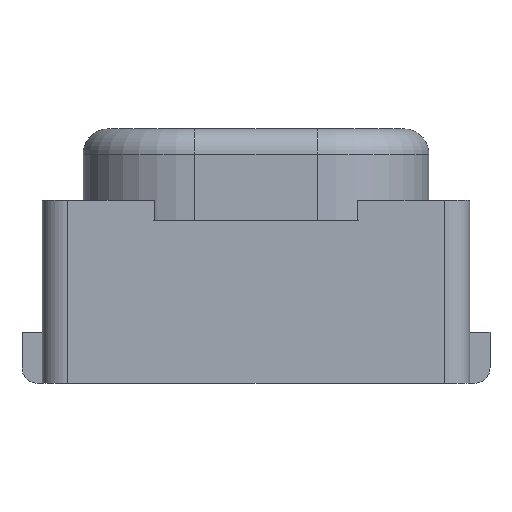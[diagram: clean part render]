
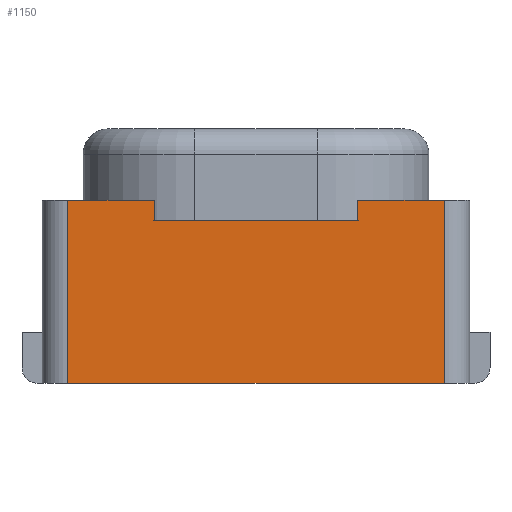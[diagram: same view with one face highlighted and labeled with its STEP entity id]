
A CAD part, front view. The second image highlights one B-rep face of the part: STEP entity #1150.
In plain terms, the highlighted planar face has unit normal (0, -1, 0).
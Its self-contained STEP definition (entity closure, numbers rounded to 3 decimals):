
#126 = PLANE('',#127);
#127 = AXIS2_PLACEMENT_3D('',#128,#129,#130);
#128 = CARTESIAN_POINT('',(-2.1,1.6,0.));
#129 = DIRECTION('',(0.,0.,1.));
#130 = DIRECTION('',(1.,0.,0.));
#336 = VERTEX_POINT('',#337);
#337 = CARTESIAN_POINT('',(-1.85,-1.6,0.));
#356 = CYLINDRICAL_SURFACE('',#357,0.25);
#357 = AXIS2_PLACEMENT_3D('',#358,#359,#360);
#358 = CARTESIAN_POINT('',(-1.85,-1.35,0.));
#359 = DIRECTION('',(0.,0.,1.));
#360 = DIRECTION('',(0.,-1.,0.));
#368 = EDGE_CURVE('',#369,#336,#371,.T.);
#369 = VERTEX_POINT('',#370);
#370 = CARTESIAN_POINT('',(1.85,-1.6,0.));
#371 = SURFACE_CURVE('',#372,(#376,#383),.PCURVE_S1.);
#372 = LINE('',#373,#374);
#373 = CARTESIAN_POINT('',(2.1,-1.6,0.));
#374 = VECTOR('',#375,1.);
#375 = DIRECTION('',(-1.,0.,0.));
#376 = PCURVE('',#126,#377);
#377 = DEFINITIONAL_REPRESENTATION('',(#378),#382);
#378 = LINE('',#379,#380);
#379 = CARTESIAN_POINT('',(4.2,-3.2));
#380 = VECTOR('',#381,1.);
#381 = DIRECTION('',(-1.,0.));
#382 = ( GEOMETRIC_REPRESENTATION_CONTEXT(2) 
PARAMETRIC_REPRESENTATION_CONTEXT() REPRESENTATION_CONTEXT('2D SPACE',''
  ) );
#383 = PCURVE('',#384,#389);
#384 = PLANE('',#385);
#385 = AXIS2_PLACEMENT_3D('',#386,#387,#388);
#386 = CARTESIAN_POINT('',(2.1,-1.6,0.));
#387 = DIRECTION('',(0.,-1.,0.));
#388 = DIRECTION('',(-1.,0.,0.));
#389 = DEFINITIONAL_REPRESENTATION('',(#390),#394);
#390 = LINE('',#391,#392);
#391 = CARTESIAN_POINT('',(0.,-0.));
#392 = VECTOR('',#393,1.);
#393 = DIRECTION('',(1.,0.));
#394 = ( GEOMETRIC_REPRESENTATION_CONTEXT(2) 
PARAMETRIC_REPRESENTATION_CONTEXT() REPRESENTATION_CONTEXT('2D SPACE',''
  ) );
#417 = CYLINDRICAL_SURFACE('',#418,0.25);
#418 = AXIS2_PLACEMENT_3D('',#419,#420,#421);
#419 = CARTESIAN_POINT('',(1.85,-1.35,0.));
#420 = DIRECTION('',(0.,0.,1.));
#421 = DIRECTION('',(1.,0.,0.));
#848 = PLANE('',#849);
#849 = AXIS2_PLACEMENT_3D('',#850,#851,#852);
#850 = CARTESIAN_POINT('',(-2.1,1.6,1.8));
#851 = DIRECTION('',(0.,0.,1.));
#852 = DIRECTION('',(1.,0.,0.));
#876 = PLANE('',#877);
#877 = AXIS2_PLACEMENT_3D('',#878,#879,#880);
#878 = CARTESIAN_POINT('',(-1.,-1.6,1.8));
#879 = DIRECTION('',(0.707,0.707,0.));
#880 = DIRECTION('',(-0.707,0.707,0.));
#904 = PLANE('',#905);
#905 = AXIS2_PLACEMENT_3D('',#906,#907,#908);
#906 = CARTESIAN_POINT('',(-2.1,0.5,1.6));
#907 = DIRECTION('',(0.,0.,1.));
#908 = DIRECTION('',(1.,0.,0.));
#1103 = VERTEX_POINT('',#1104);
#1104 = CARTESIAN_POINT('',(-1.85,-1.6,1.8));
#1130 = EDGE_CURVE('',#336,#1103,#1131,.T.);
#1131 = SURFACE_CURVE('',#1132,(#1136,#1143),.PCURVE_S1.);
#1132 = LINE('',#1133,#1134);
#1133 = CARTESIAN_POINT('',(-1.85,-1.6,0.));
#1134 = VECTOR('',#1135,1.);
#1135 = DIRECTION('',(0.,0.,1.));
#1136 = PCURVE('',#356,#1137);
#1137 = DEFINITIONAL_REPRESENTATION('',(#1138),#1142);
#1138 = LINE('',#1139,#1140);
#1139 = CARTESIAN_POINT('',(-0.,0.));
#1140 = VECTOR('',#1141,1.);
#1141 = DIRECTION('',(-0.,1.));
#1142 = ( GEOMETRIC_REPRESENTATION_CONTEXT(2) 
PARAMETRIC_REPRESENTATION_CONTEXT() REPRESENTATION_CONTEXT('2D SPACE',''
  ) );
#1143 = PCURVE('',#384,#1144);
#1144 = DEFINITIONAL_REPRESENTATION('',(#1145),#1149);
#1145 = LINE('',#1146,#1147);
#1146 = CARTESIAN_POINT('',(3.95,0.));
#1147 = VECTOR('',#1148,1.);
#1148 = DIRECTION('',(0.,-1.));
#1149 = ( GEOMETRIC_REPRESENTATION_CONTEXT(2) 
PARAMETRIC_REPRESENTATION_CONTEXT() REPRESENTATION_CONTEXT('2D SPACE',''
  ) );
#1150 = ADVANCED_FACE('',(#1151),#384,.T.);
#1151 = FACE_BOUND('',#1152,.T.);
#1152 = EDGE_LOOP('',(#1153,#1154,#1177,#1205,#1233,#1256,#1279,#1300));
#1153 = ORIENTED_EDGE('',*,*,#368,.F.);
#1154 = ORIENTED_EDGE('',*,*,#1155,.T.);
#1155 = EDGE_CURVE('',#369,#1156,#1158,.T.);
#1156 = VERTEX_POINT('',#1157);
#1157 = CARTESIAN_POINT('',(1.85,-1.6,1.8));
#1158 = SURFACE_CURVE('',#1159,(#1163,#1170),.PCURVE_S1.);
#1159 = LINE('',#1160,#1161);
#1160 = CARTESIAN_POINT('',(1.85,-1.6,0.));
#1161 = VECTOR('',#1162,1.);
#1162 = DIRECTION('',(0.,0.,1.));
#1163 = PCURVE('',#384,#1164);
#1164 = DEFINITIONAL_REPRESENTATION('',(#1165),#1169);
#1165 = LINE('',#1166,#1167);
#1166 = CARTESIAN_POINT('',(0.25,0.));
#1167 = VECTOR('',#1168,1.);
#1168 = DIRECTION('',(0.,-1.));
#1169 = ( GEOMETRIC_REPRESENTATION_CONTEXT(2) 
PARAMETRIC_REPRESENTATION_CONTEXT() REPRESENTATION_CONTEXT('2D SPACE',''
  ) );
#1170 = PCURVE('',#417,#1171);
#1171 = DEFINITIONAL_REPRESENTATION('',(#1172),#1176);
#1172 = LINE('',#1173,#1174);
#1173 = CARTESIAN_POINT('',(-1.571,0.));
#1174 = VECTOR('',#1175,1.);
#1175 = DIRECTION('',(-0.,1.));
#1176 = ( GEOMETRIC_REPRESENTATION_CONTEXT(2) 
PARAMETRIC_REPRESENTATION_CONTEXT() REPRESENTATION_CONTEXT('2D SPACE',''
  ) );
#1177 = ORIENTED_EDGE('',*,*,#1178,.T.);
#1178 = EDGE_CURVE('',#1156,#1179,#1181,.T.);
#1179 = VERTEX_POINT('',#1180);
#1180 = CARTESIAN_POINT('',(1.,-1.6,1.8));
#1181 = SURFACE_CURVE('',#1182,(#1186,#1193),.PCURVE_S1.);
#1182 = LINE('',#1183,#1184);
#1183 = CARTESIAN_POINT('',(2.1,-1.6,1.8));
#1184 = VECTOR('',#1185,1.);
#1185 = DIRECTION('',(-1.,0.,0.));
#1186 = PCURVE('',#384,#1187);
#1187 = DEFINITIONAL_REPRESENTATION('',(#1188),#1192);
#1188 = LINE('',#1189,#1190);
#1189 = CARTESIAN_POINT('',(0.,-1.8));
#1190 = VECTOR('',#1191,1.);
#1191 = DIRECTION('',(1.,0.));
#1192 = ( GEOMETRIC_REPRESENTATION_CONTEXT(2) 
PARAMETRIC_REPRESENTATION_CONTEXT() REPRESENTATION_CONTEXT('2D SPACE',''
  ) );
#1193 = PCURVE('',#1194,#1199);
#1194 = PLANE('',#1195);
#1195 = AXIS2_PLACEMENT_3D('',#1196,#1197,#1198);
#1196 = CARTESIAN_POINT('',(-2.1,1.6,1.8));
#1197 = DIRECTION('',(0.,0.,1.));
#1198 = DIRECTION('',(1.,0.,0.));
#1199 = DEFINITIONAL_REPRESENTATION('',(#1200),#1204);
#1200 = LINE('',#1201,#1202);
#1201 = CARTESIAN_POINT('',(4.2,-3.2));
#1202 = VECTOR('',#1203,1.);
#1203 = DIRECTION('',(-1.,0.));
#1204 = ( GEOMETRIC_REPRESENTATION_CONTEXT(2) 
PARAMETRIC_REPRESENTATION_CONTEXT() REPRESENTATION_CONTEXT('2D SPACE',''
  ) );
#1205 = ORIENTED_EDGE('',*,*,#1206,.T.);
#1206 = EDGE_CURVE('',#1179,#1207,#1209,.T.);
#1207 = VERTEX_POINT('',#1208);
#1208 = CARTESIAN_POINT('',(1.,-1.6,1.6));
#1209 = SURFACE_CURVE('',#1210,(#1214,#1221),.PCURVE_S1.);
#1210 = LINE('',#1211,#1212);
#1211 = CARTESIAN_POINT('',(1.,-1.6,1.8));
#1212 = VECTOR('',#1213,1.);
#1213 = DIRECTION('',(-0.,-0.,-1.));
#1214 = PCURVE('',#384,#1215);
#1215 = DEFINITIONAL_REPRESENTATION('',(#1216),#1220);
#1216 = LINE('',#1217,#1218);
#1217 = CARTESIAN_POINT('',(1.1,-1.8));
#1218 = VECTOR('',#1219,1.);
#1219 = DIRECTION('',(0.,1.));
#1220 = ( GEOMETRIC_REPRESENTATION_CONTEXT(2) 
PARAMETRIC_REPRESENTATION_CONTEXT() REPRESENTATION_CONTEXT('2D SPACE',''
  ) );
#1221 = PCURVE('',#1222,#1227);
#1222 = PLANE('',#1223);
#1223 = AXIS2_PLACEMENT_3D('',#1224,#1225,#1226);
#1224 = CARTESIAN_POINT('',(2.1,-0.5,1.8));
#1225 = DIRECTION('',(-0.707,0.707,0.));
#1226 = DIRECTION('',(-0.707,-0.707,0.));
#1227 = DEFINITIONAL_REPRESENTATION('',(#1228),#1232);
#1228 = LINE('',#1229,#1230);
#1229 = CARTESIAN_POINT('',(1.556,0.));
#1230 = VECTOR('',#1231,1.);
#1231 = DIRECTION('',(0.,-1.));
#1232 = ( GEOMETRIC_REPRESENTATION_CONTEXT(2) 
PARAMETRIC_REPRESENTATION_CONTEXT() REPRESENTATION_CONTEXT('2D SPACE',''
  ) );
#1233 = ORIENTED_EDGE('',*,*,#1234,.T.);
#1234 = EDGE_CURVE('',#1207,#1235,#1237,.T.);
#1235 = VERTEX_POINT('',#1236);
#1236 = CARTESIAN_POINT('',(-1.,-1.6,1.6));
#1237 = SURFACE_CURVE('',#1238,(#1242,#1249),.PCURVE_S1.);
#1238 = LINE('',#1239,#1240);
#1239 = CARTESIAN_POINT('',(1.,-1.6,1.6));
#1240 = VECTOR('',#1241,1.);
#1241 = DIRECTION('',(-1.,0.,0.));
#1242 = PCURVE('',#384,#1243);
#1243 = DEFINITIONAL_REPRESENTATION('',(#1244),#1248);
#1244 = LINE('',#1245,#1246);
#1245 = CARTESIAN_POINT('',(1.1,-1.6));
#1246 = VECTOR('',#1247,1.);
#1247 = DIRECTION('',(1.,0.));
#1248 = ( GEOMETRIC_REPRESENTATION_CONTEXT(2) 
PARAMETRIC_REPRESENTATION_CONTEXT() REPRESENTATION_CONTEXT('2D SPACE',''
  ) );
#1249 = PCURVE('',#904,#1250);
#1250 = DEFINITIONAL_REPRESENTATION('',(#1251),#1255);
#1251 = LINE('',#1252,#1253);
#1252 = CARTESIAN_POINT('',(3.1,-2.1));
#1253 = VECTOR('',#1254,1.);
#1254 = DIRECTION('',(-1.,0.));
#1255 = ( GEOMETRIC_REPRESENTATION_CONTEXT(2) 
PARAMETRIC_REPRESENTATION_CONTEXT() REPRESENTATION_CONTEXT('2D SPACE',''
  ) );
#1256 = ORIENTED_EDGE('',*,*,#1257,.F.);
#1257 = EDGE_CURVE('',#1258,#1235,#1260,.T.);
#1258 = VERTEX_POINT('',#1259);
#1259 = CARTESIAN_POINT('',(-1.,-1.6,1.8));
#1260 = SURFACE_CURVE('',#1261,(#1265,#1272),.PCURVE_S1.);
#1261 = LINE('',#1262,#1263);
#1262 = CARTESIAN_POINT('',(-1.,-1.6,1.8));
#1263 = VECTOR('',#1264,1.);
#1264 = DIRECTION('',(-0.,-0.,-1.));
#1265 = PCURVE('',#384,#1266);
#1266 = DEFINITIONAL_REPRESENTATION('',(#1267),#1271);
#1267 = LINE('',#1268,#1269);
#1268 = CARTESIAN_POINT('',(3.1,-1.8));
#1269 = VECTOR('',#1270,1.);
#1270 = DIRECTION('',(0.,1.));
#1271 = ( GEOMETRIC_REPRESENTATION_CONTEXT(2) 
PARAMETRIC_REPRESENTATION_CONTEXT() REPRESENTATION_CONTEXT('2D SPACE',''
  ) );
#1272 = PCURVE('',#876,#1273);
#1273 = DEFINITIONAL_REPRESENTATION('',(#1274),#1278);
#1274 = LINE('',#1275,#1276);
#1275 = CARTESIAN_POINT('',(0.,0.));
#1276 = VECTOR('',#1277,1.);
#1277 = DIRECTION('',(0.,-1.));
#1278 = ( GEOMETRIC_REPRESENTATION_CONTEXT(2) 
PARAMETRIC_REPRESENTATION_CONTEXT() REPRESENTATION_CONTEXT('2D SPACE',''
  ) );
#1279 = ORIENTED_EDGE('',*,*,#1280,.T.);
#1280 = EDGE_CURVE('',#1258,#1103,#1281,.T.);
#1281 = SURFACE_CURVE('',#1282,(#1286,#1293),.PCURVE_S1.);
#1282 = LINE('',#1283,#1284);
#1283 = CARTESIAN_POINT('',(2.1,-1.6,1.8));
#1284 = VECTOR('',#1285,1.);
#1285 = DIRECTION('',(-1.,0.,0.));
#1286 = PCURVE('',#384,#1287);
#1287 = DEFINITIONAL_REPRESENTATION('',(#1288),#1292);
#1288 = LINE('',#1289,#1290);
#1289 = CARTESIAN_POINT('',(0.,-1.8));
#1290 = VECTOR('',#1291,1.);
#1291 = DIRECTION('',(1.,0.));
#1292 = ( GEOMETRIC_REPRESENTATION_CONTEXT(2) 
PARAMETRIC_REPRESENTATION_CONTEXT() REPRESENTATION_CONTEXT('2D SPACE',''
  ) );
#1293 = PCURVE('',#848,#1294);
#1294 = DEFINITIONAL_REPRESENTATION('',(#1295),#1299);
#1295 = LINE('',#1296,#1297);
#1296 = CARTESIAN_POINT('',(4.2,-3.2));
#1297 = VECTOR('',#1298,1.);
#1298 = DIRECTION('',(-1.,0.));
#1299 = ( GEOMETRIC_REPRESENTATION_CONTEXT(2) 
PARAMETRIC_REPRESENTATION_CONTEXT() REPRESENTATION_CONTEXT('2D SPACE',''
  ) );
#1300 = ORIENTED_EDGE('',*,*,#1130,.F.);
